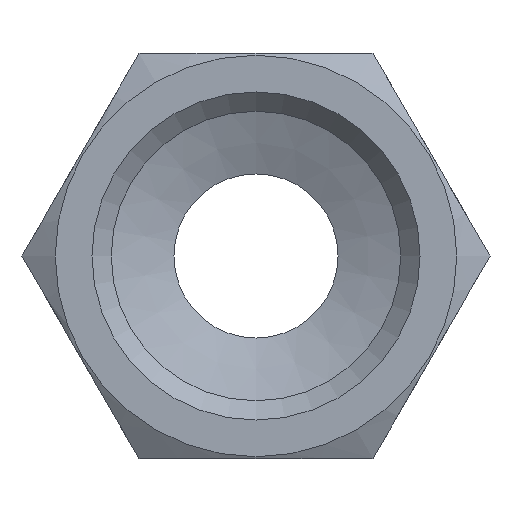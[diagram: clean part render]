
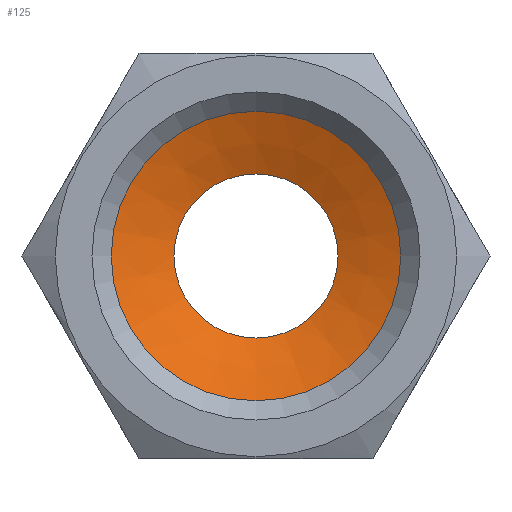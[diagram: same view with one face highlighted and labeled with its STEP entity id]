
A CAD part, front view. The second image highlights one B-rep face of the part: STEP entity #125.
In plain terms, the highlighted conical face has half-angle 68 degrees and reference radius 7.5 mm.
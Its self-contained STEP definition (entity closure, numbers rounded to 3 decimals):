
#125 = ADVANCED_FACE( 'NONE', ( #264, #265 ), #266, .F. );
#264 = FACE_OUTER_BOUND( '', #401, .T. );
#265 = FACE_BOUND( '', #402, .T. );
#266 = CONICAL_SURFACE( '', #403, 7.5, 1.187 );
#401 = EDGE_LOOP( '', ( #683 ) );
#402 = EDGE_LOOP( '', ( #684 ) );
#403 = AXIS2_PLACEMENT_3D( '', #685, #686, #687 );
#683 = ORIENTED_EDGE( '', *, *, #798, .T. );
#684 = ORIENTED_EDGE( '', *, *, #831, .F. );
#685 = CARTESIAN_POINT( '', ( 0., 13.5, 0. ) );
#686 = DIRECTION( '', ( 0., -1., 0. ) );
#687 = DIRECTION( '', ( 0., 0., -1. ) );
#798 = EDGE_CURVE( 'NONE', #961, #961, #962, .T. );
#831 = EDGE_CURVE( 'NONE', #1007, #1007, #1008, .T. );
#961 = VERTEX_POINT( '', #1301 );
#962 = CIRCLE( '', #1302, 7.5 );
#1007 = VERTEX_POINT( '', #1402 );
#1008 = CIRCLE( '', #1403, 4.25 );
#1301 = CARTESIAN_POINT( '', ( 0., 13.5, -7.5 ) );
#1302 = AXIS2_PLACEMENT_3D( '', #1482, #1483, #1484 );
#1402 = CARTESIAN_POINT( '', ( 0., 14.813, -4.25 ) );
#1403 = AXIS2_PLACEMENT_3D( '', #1515, #1516, #1517 );
#1482 = CARTESIAN_POINT( '', ( 0., 13.5, 0. ) );
#1483 = DIRECTION( '', ( 0., -1., 0. ) );
#1484 = DIRECTION( '', ( 0., 0., -1. ) );
#1515 = CARTESIAN_POINT( '', ( 0., 14.813, 0. ) );
#1516 = DIRECTION( '', ( 0., -1., 0. ) );
#1517 = DIRECTION( '', ( 0., 0., -1. ) );
